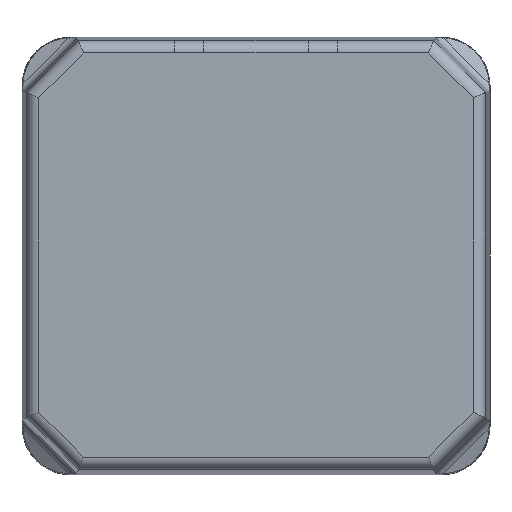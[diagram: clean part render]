
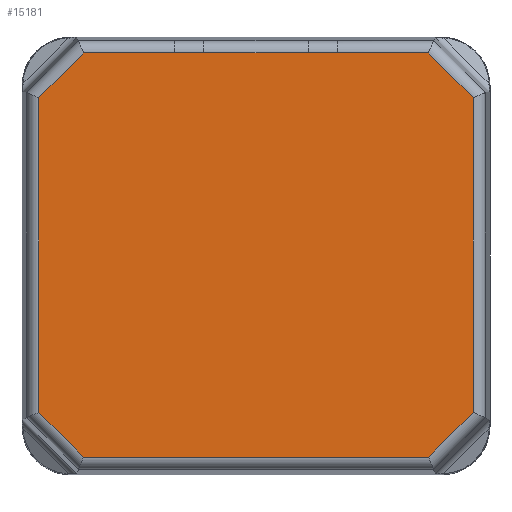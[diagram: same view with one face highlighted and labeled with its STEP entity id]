
A CAD part, top view. The second image highlights one B-rep face of the part: STEP entity #15181.
In plain terms, the highlighted planar face has unit normal (0, 0, 1).
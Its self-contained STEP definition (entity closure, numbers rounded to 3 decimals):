
#140 = ORIENTED_EDGE ( 'NONE', *, *, #13238, .T. ) ;
#230 = CARTESIAN_POINT ( 'NONE',  ( 0.768, 30.168, 45.5 ) ) ;
#334 = CARTESIAN_POINT ( 'NONE',  ( -14.25, -16.687, 45.5 ) ) ;
#702 = DIRECTION ( 'NONE',  ( -1., 0., 0. ) ) ;
#873 = VECTOR ( 'NONE', #21598, 1000. ) ;
#917 = VERTEX_POINT ( 'NONE', #7728 ) ;
#1042 = CARTESIAN_POINT ( 'NONE',  ( -15.325, -16.687, 45.5 ) ) ;
#1392 = VERTEX_POINT ( 'NONE', #17659 ) ;
#1836 = CARTESIAN_POINT ( 'NONE',  ( -15.325, 16.687, 45.5 ) ) ;
#2233 = CARTESIAN_POINT ( 'NONE',  ( -17.937, 13., 45.5 ) ) ;
#2337 = LINE ( 'NONE', #2928, #7631 ) ;
#2640 = CARTESIAN_POINT ( 'NONE',  ( -15.325, 16.687, 45.5 ) ) ;
#2928 = CARTESIAN_POINT ( 'NONE',  ( 17.937, 14.075, 45.5 ) ) ;
#3217 = ORIENTED_EDGE ( 'NONE', *, *, #4779, .T. ) ;
#3329 = CARTESIAN_POINT ( 'NONE',  ( -15.325, 14.075, 45.5 ) ) ;
#3402 = AXIS2_PLACEMENT_3D ( 'NONE', #3329, #23544, #28486 ) ;
#3861 = ORIENTED_EDGE ( 'NONE', *, *, #25719, .T. ) ;
#3902 = LINE ( 'NONE', #17801, #13120 ) ;
#3956 = ORIENTED_EDGE ( 'NONE', *, *, #7848, .T. ) ;
#4396 = DIRECTION ( 'NONE',  ( 0., -1., 0. ) ) ;
#4422 = FACE_OUTER_BOUND ( 'NONE', #10142, .T. ) ;
#4684 = VERTEX_POINT ( 'NONE', #14016 ) ;
#4779 = EDGE_CURVE ( 'NONE', #20277, #21912, #2337, .T. ) ;
#5423 = DIRECTION ( 'NONE',  ( -1., 0., 0. ) ) ;
#5506 = PLANE ( 'NONE',  #3402 ) ;
#5577 = VERTEX_POINT ( 'NONE', #334 ) ;
#5689 = ORIENTED_EDGE ( 'NONE', *, *, #13961, .T. ) ;
#5720 = VERTEX_POINT ( 'NONE', #2233 ) ;
#6150 = DIRECTION ( 'NONE',  ( -1., 0., 0. ) ) ;
#6796 = EDGE_CURVE ( 'NONE', #9670, #917, #19818, .T. ) ;
#6976 = VERTEX_POINT ( 'NONE', #14932 ) ;
#7254 = LINE ( 'NONE', #1042, #873 ) ;
#7631 = VECTOR ( 'NONE', #12707, 1000. ) ;
#7728 = CARTESIAN_POINT ( 'NONE',  ( -14.25, 16.687, 45.5 ) ) ;
#7848 = EDGE_CURVE ( 'NONE', #917, #5720, #12107, .T. ) ;
#8543 = ORIENTED_EDGE ( 'NONE', *, *, #19896, .T. ) ;
#8709 = CARTESIAN_POINT ( 'NONE',  ( 17.937, -13., 45.5 ) ) ;
#9285 = ORIENTED_EDGE ( 'NONE', *, *, #28916, .T. ) ;
#9318 = LINE ( 'NONE', #14158, #22772 ) ;
#9507 = VECTOR ( 'NONE', #15809, 1000. ) ;
#9520 = CARTESIAN_POINT ( 'NONE',  ( 4.3, 16.687, 45.5 ) ) ;
#9670 = VERTEX_POINT ( 'NONE', #23541 ) ;
#10142 = EDGE_LOOP ( 'NONE', ( #16469, #23779, #15498, #25659, #28853, #3956, #5689, #8543, #3861, #140, #3217, #9285 ) ) ;
#10392 = CARTESIAN_POINT ( 'NONE',  ( -15.325, 16.687, 45.5 ) ) ;
#11061 = VERTEX_POINT ( 'NONE', #9520 ) ;
#11481 = VECTOR ( 'NONE', #15274, 1000. ) ;
#12107 = LINE ( 'NONE', #27017, #17453 ) ;
#12112 = VECTOR ( 'NONE', #6150, 1000. ) ;
#12453 = LINE ( 'NONE', #10392, #16746 ) ;
#12707 = DIRECTION ( 'NONE',  ( 0., 1., 0. ) ) ;
#13120 = VECTOR ( 'NONE', #4396, 1000. ) ;
#13238 = EDGE_CURVE ( 'NONE', #20966, #20277, #9318, .T. ) ;
#13390 = EDGE_CURVE ( 'NONE', #24831, #9670, #21303, .T. ) ;
#13642 = CARTESIAN_POINT ( 'NONE',  ( -15.325, 16.687, 45.5 ) ) ;
#13961 = EDGE_CURVE ( 'NONE', #5720, #4684, #3902, .T. ) ;
#14016 = CARTESIAN_POINT ( 'NONE',  ( -17.937, -13., 45.5 ) ) ;
#14158 = CARTESIAN_POINT ( 'NONE',  ( 14.843, -16.093, 45.5 ) ) ;
#14722 = CARTESIAN_POINT ( 'NONE',  ( -4.3, 16.687, 45.5 ) ) ;
#14932 = CARTESIAN_POINT ( 'NONE',  ( 6.7, 16.687, 45.5 ) ) ;
#15031 = VECTOR ( 'NONE', #27436, 1000. ) ;
#15181 = ADVANCED_FACE ( 'NONE', ( #4422 ), #5506, .F. ) ;
#15274 = DIRECTION ( 'NONE',  ( -1., 0., 0. ) ) ;
#15498 = ORIENTED_EDGE ( 'NONE', *, *, #20437, .T. ) ;
#15809 = DIRECTION ( 'NONE',  ( -1., 0., 0. ) ) ;
#16469 = ORIENTED_EDGE ( 'NONE', *, *, #21134, .T. ) ;
#16606 = VECTOR ( 'NONE', #17406, 1000. ) ;
#16746 = VECTOR ( 'NONE', #5423, 1000. ) ;
#17406 = DIRECTION ( 'NONE',  ( 0.707, -0.707, 0. ) ) ;
#17453 = VECTOR ( 'NONE', #20101, 1000. ) ;
#17659 = CARTESIAN_POINT ( 'NONE',  ( 14.25, 16.687, 45.5 ) ) ;
#17801 = CARTESIAN_POINT ( 'NONE',  ( -17.937, 14.075, 45.5 ) ) ;
#17916 = LINE ( 'NONE', #230, #15031 ) ;
#18156 = CARTESIAN_POINT ( 'NONE',  ( 17.937, 13., 45.5 ) ) ;
#18300 = VECTOR ( 'NONE', #702, 1000. ) ;
#19271 = CARTESIAN_POINT ( 'NONE',  ( 14.25, -16.687, 45.5 ) ) ;
#19818 = LINE ( 'NONE', #2640, #9507 ) ;
#19824 = LINE ( 'NONE', #26510, #16606 ) ;
#19896 = EDGE_CURVE ( 'NONE', #4684, #5577, #19824, .T. ) ;
#20101 = DIRECTION ( 'NONE',  ( -0.707, -0.707, 0. ) ) ;
#20277 = VERTEX_POINT ( 'NONE', #8709 ) ;
#20437 = EDGE_CURVE ( 'NONE', #11061, #24831, #24289, .T. ) ;
#20966 = VERTEX_POINT ( 'NONE', #19271 ) ;
#21134 = EDGE_CURVE ( 'NONE', #1392, #6976, #23167, .T. ) ;
#21303 = LINE ( 'NONE', #25847, #12112 ) ;
#21598 = DIRECTION ( 'NONE',  ( 1., 0., 0. ) ) ;
#21912 = VERTEX_POINT ( 'NONE', #18156 ) ;
#22772 = VECTOR ( 'NONE', #23479, 1000. ) ;
#23167 = LINE ( 'NONE', #1836, #11481 ) ;
#23479 = DIRECTION ( 'NONE',  ( 0.707, 0.707, 0. ) ) ;
#23541 = CARTESIAN_POINT ( 'NONE',  ( -6.7, 16.687, 45.5 ) ) ;
#23544 = DIRECTION ( 'NONE',  ( 0., 0., -1. ) ) ;
#23779 = ORIENTED_EDGE ( 'NONE', *, *, #24835, .T. ) ;
#24289 = LINE ( 'NONE', #13642, #18300 ) ;
#24831 = VERTEX_POINT ( 'NONE', #14722 ) ;
#24835 = EDGE_CURVE ( 'NONE', #6976, #11061, #12453, .T. ) ;
#25659 = ORIENTED_EDGE ( 'NONE', *, *, #13390, .T. ) ;
#25719 = EDGE_CURVE ( 'NONE', #5577, #20966, #7254, .T. ) ;
#25847 = CARTESIAN_POINT ( 'NONE',  ( -15.325, 16.687, 45.5 ) ) ;
#26510 = CARTESIAN_POINT ( 'NONE',  ( -30.168, -0.768, 45.5 ) ) ;
#27017 = CARTESIAN_POINT ( 'NONE',  ( -16.093, 14.843, 45.5 ) ) ;
#27436 = DIRECTION ( 'NONE',  ( -0.707, 0.707, 0. ) ) ;
#28486 = DIRECTION ( 'NONE',  ( -1., 0., 0. ) ) ;
#28853 = ORIENTED_EDGE ( 'NONE', *, *, #6796, .T. ) ;
#28916 = EDGE_CURVE ( 'NONE', #21912, #1392, #17916, .T. ) ;
